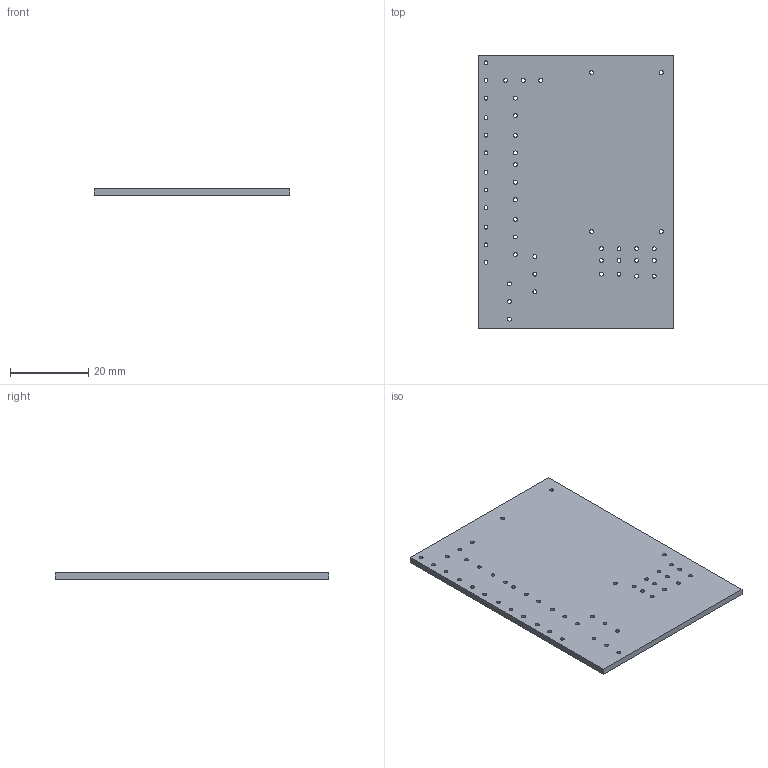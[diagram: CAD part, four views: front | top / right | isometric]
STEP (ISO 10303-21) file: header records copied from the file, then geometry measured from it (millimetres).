
FILE_DESCRIPTION(('KiCad electronic assembly'),'2;1');
FILE_NAME('Car.step','2025-07-12T21:51:51',('Pcbnew'),('Kicad'), 'Open CASCADE STEP processor 7.8','KiCad to STEP converter','Unknown' );
FILE_SCHEMA(('AUTOMOTIVE_DESIGN { 1 0 10303 214 1 1 1 1 }'));
Length unit declared in the file: millimetre
Products named in the file (2): Car 1; Car_PCB
Assembly tree (1 placements, depth 2):
  Car 1
    Car_PCB
Bounding box: 50 x 70 x 1.6 mm (x, y, z)
Volume: 5540.9 mm3; surface area: 7546.4 mm2
Topology: 1 solids, 1 shells, 53 faces, 153 edges, 102 vertices
Faces by surface type: cylinder 47, plane 6
Full cylindrical faces by diameter (mm): 1 x47
Entity records: 2026 total; most frequent: DIRECTION 357, CARTESIAN_POINT 310, ORIENTED_EDGE 306, EDGE_CURVE 153, AXIS2_PLACEMENT_3D 149, FACE_BOUND 147, EDGE_LOOP 147, VERTEX_POINT 102
